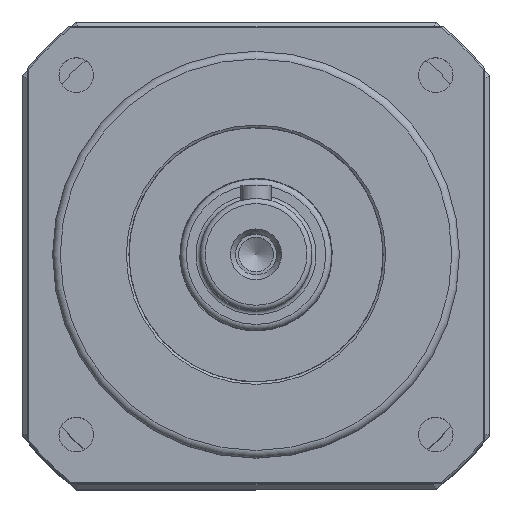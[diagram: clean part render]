
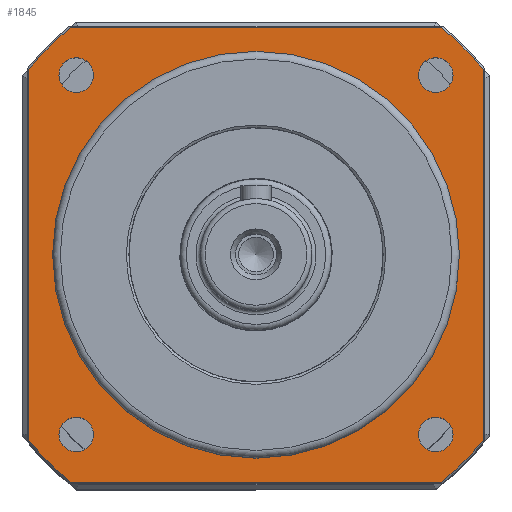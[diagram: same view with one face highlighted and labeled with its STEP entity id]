
A CAD part, top view. The second image highlights one B-rep face of the part: STEP entity #1845.
In plain terms, the highlighted planar face has unit normal (0, 0, 1).
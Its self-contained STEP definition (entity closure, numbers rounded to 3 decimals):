
#336=CARTESIAN_POINT('',(-31.955,35.355,0.0));
#337=VERTEX_POINT('',#336);
#338=CARTESIAN_POINT('',(-35.355,35.355,0.0));
#339=DIRECTION('',(0.0,0.0,1.0));
#340=DIRECTION('',(1.0,0.0,0.0));
#341=AXIS2_PLACEMENT_3D('',#338,#339,#340);
#342=CIRCLE('',#341,3.4);
#343=EDGE_CURVE('',#337,#337,#342,.T.);
#364=CARTESIAN_POINT('',(-31.955,-35.355,0.0));
#365=VERTEX_POINT('',#364);
#366=CARTESIAN_POINT('',(-35.355,-35.355,0.0));
#367=DIRECTION('',(0.0,0.0,1.0));
#368=DIRECTION('',(1.0,0.0,0.0));
#369=AXIS2_PLACEMENT_3D('',#366,#367,#368);
#370=CIRCLE('',#369,3.4);
#371=EDGE_CURVE('',#365,#365,#370,.T.);
#392=CARTESIAN_POINT('',(38.755,-35.355,0.0));
#393=VERTEX_POINT('',#392);
#394=CARTESIAN_POINT('',(35.355,-35.355,0.0));
#395=DIRECTION('',(0.0,0.0,1.0));
#396=DIRECTION('',(1.0,0.0,0.0));
#397=AXIS2_PLACEMENT_3D('',#394,#395,#396);
#398=CIRCLE('',#397,3.4);
#399=EDGE_CURVE('',#393,#393,#398,.T.);
#420=CARTESIAN_POINT('',(38.755,35.355,0.0));
#421=VERTEX_POINT('',#420);
#422=CARTESIAN_POINT('',(35.355,35.355,0.0));
#423=DIRECTION('',(0.0,0.0,1.0));
#424=DIRECTION('',(1.0,0.0,0.0));
#425=AXIS2_PLACEMENT_3D('',#422,#423,#424);
#426=CIRCLE('',#425,3.4);
#427=EDGE_CURVE('',#421,#421,#426,.T.);
#440=CARTESIAN_POINT('',(-40.0,0.0,0.0));
#441=VERTEX_POINT('',#440);
#442=CARTESIAN_POINT('',(0.0,0.0,0.0));
#443=DIRECTION('',(0.0,0.0,1.0));
#444=DIRECTION('',(1.0,0.0,0.0));
#445=AXIS2_PLACEMENT_3D('',#442,#443,#444);
#446=CIRCLE('',#445,40.0);
#447=EDGE_CURVE('',#441,#441,#446,.T.);
#1755=CARTESIAN_POINT('',(45.,-45.0,0.0));
#1756=DIRECTION('',(0.0,0.0,1.0));
#1757=DIRECTION('',(1.0,0.0,0.0));
#1758=AXIS2_PLACEMENT_3D('',#1755,#1756,#1757);
#1759=PLANE('',#1758);
#1760=CARTESIAN_POINT('',(-36.486,-44.7,0.0));
#1761=VERTEX_POINT('',#1760);
#1762=CARTESIAN_POINT('',(36.486,-44.7,0.0));
#1763=VERTEX_POINT('',#1762);
#1764=CARTESIAN_POINT('',(-36.486,-44.7,0.0));
#1765=DIRECTION('',(1.0,0.0,0.0));
#1766=VECTOR('',#1765,72.971);
#1767=LINE('',#1764,#1766);
#1768=EDGE_CURVE('',#1761,#1763,#1767,.T.);
#1769=ORIENTED_EDGE('',*,*,#1768,.T.);
#1770=CARTESIAN_POINT('',(44.7,-36.486,0.0));
#1771=VERTEX_POINT('',#1770);
#1772=CARTESIAN_POINT('',(0.0,0.0,0.0));
#1773=DIRECTION('',(0.0,0.0,1.0));
#1774=DIRECTION('',(1.0,0.0,0.0));
#1775=AXIS2_PLACEMENT_3D('',#1772,#1773,#1774);
#1776=CIRCLE('',#1775,57.7);
#1777=EDGE_CURVE('',#1763,#1771,#1776,.T.);
#1778=ORIENTED_EDGE('',*,*,#1777,.T.);
#1779=CARTESIAN_POINT('',(44.7,36.486,0.0));
#1780=VERTEX_POINT('',#1779);
#1781=CARTESIAN_POINT('',(44.7,-36.486,0.0));
#1782=DIRECTION('',(0.0,1.0,0.0));
#1783=VECTOR('',#1782,72.971);
#1784=LINE('',#1781,#1783);
#1785=EDGE_CURVE('',#1771,#1780,#1784,.T.);
#1786=ORIENTED_EDGE('',*,*,#1785,.T.);
#1787=CARTESIAN_POINT('',(36.486,44.7,0.0));
#1788=VERTEX_POINT('',#1787);
#1789=CARTESIAN_POINT('',(0.0,0.0,0.0));
#1790=DIRECTION('',(0.0,0.0,1.0));
#1791=DIRECTION('',(1.0,0.0,0.0));
#1792=AXIS2_PLACEMENT_3D('',#1789,#1790,#1791);
#1793=CIRCLE('',#1792,57.7);
#1794=EDGE_CURVE('',#1780,#1788,#1793,.T.);
#1795=ORIENTED_EDGE('',*,*,#1794,.T.);
#1796=CARTESIAN_POINT('',(-36.486,44.7,0.0));
#1797=VERTEX_POINT('',#1796);
#1798=CARTESIAN_POINT('',(36.486,44.7,0.0));
#1799=DIRECTION('',(-1.0,0.0,0.0));
#1800=VECTOR('',#1799,72.971);
#1801=LINE('',#1798,#1800);
#1802=EDGE_CURVE('',#1788,#1797,#1801,.T.);
#1803=ORIENTED_EDGE('',*,*,#1802,.T.);
#1804=CARTESIAN_POINT('',(-44.7,36.486,0.0));
#1805=VERTEX_POINT('',#1804);
#1806=CARTESIAN_POINT('',(0.0,0.0,0.0));
#1807=DIRECTION('',(0.0,0.0,1.0));
#1808=DIRECTION('',(1.0,0.0,0.0));
#1809=AXIS2_PLACEMENT_3D('',#1806,#1807,#1808);
#1810=CIRCLE('',#1809,57.7);
#1811=EDGE_CURVE('',#1797,#1805,#1810,.T.);
#1812=ORIENTED_EDGE('',*,*,#1811,.T.);
#1813=CARTESIAN_POINT('',(-44.7,-36.486,0.0));
#1814=VERTEX_POINT('',#1813);
#1815=CARTESIAN_POINT('',(-44.7,36.486,0.0));
#1816=DIRECTION('',(0.0,-1.0,0.0));
#1817=VECTOR('',#1816,72.971);
#1818=LINE('',#1815,#1817);
#1819=EDGE_CURVE('',#1805,#1814,#1818,.T.);
#1820=ORIENTED_EDGE('',*,*,#1819,.T.);
#1821=CARTESIAN_POINT('',(0.0,0.0,0.0));
#1822=DIRECTION('',(0.0,0.0,1.0));
#1823=DIRECTION('',(1.0,0.0,0.0));
#1824=AXIS2_PLACEMENT_3D('',#1821,#1822,#1823);
#1825=CIRCLE('',#1824,57.7);
#1826=EDGE_CURVE('',#1814,#1761,#1825,.T.);
#1827=ORIENTED_EDGE('',*,*,#1826,.T.);
#1828=EDGE_LOOP('',(#1769,#1778,#1786,#1795,#1803,#1812,#1820,#1827));
#1829=FACE_OUTER_BOUND('',#1828,.T.);
#1830=ORIENTED_EDGE('',*,*,#343,.F.);
#1831=EDGE_LOOP('',(#1830));
#1832=FACE_BOUND('',#1831,.T.);
#1833=ORIENTED_EDGE('',*,*,#371,.F.);
#1834=EDGE_LOOP('',(#1833));
#1835=FACE_BOUND('',#1834,.T.);
#1836=ORIENTED_EDGE('',*,*,#399,.F.);
#1837=EDGE_LOOP('',(#1836));
#1838=FACE_BOUND('',#1837,.T.);
#1839=ORIENTED_EDGE('',*,*,#427,.F.);
#1840=EDGE_LOOP('',(#1839));
#1841=FACE_BOUND('',#1840,.T.);
#1842=ORIENTED_EDGE('',*,*,#447,.F.);
#1843=EDGE_LOOP('',(#1842));
#1844=FACE_BOUND('',#1843,.T.);
#1845=ADVANCED_FACE('',(#1829,#1832,#1835,#1838,#1841,#1844),#1759,.T.);
